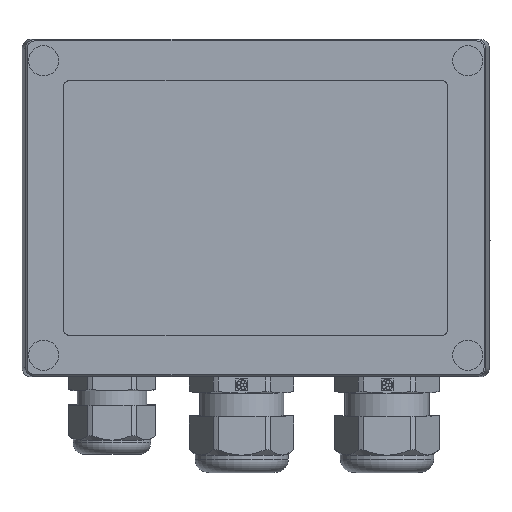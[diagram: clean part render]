
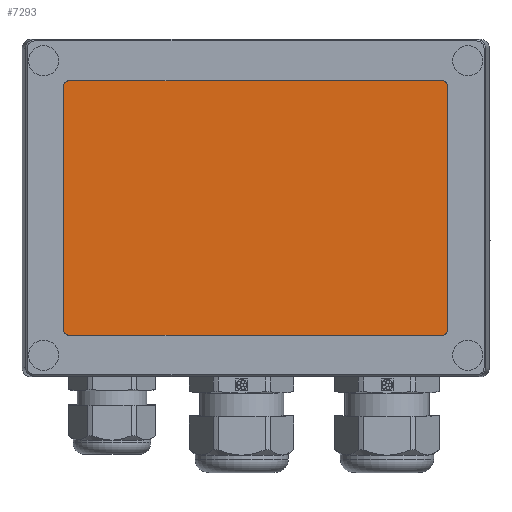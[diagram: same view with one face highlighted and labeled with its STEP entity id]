
A CAD part, top view. The second image highlights one B-rep face of the part: STEP entity #7293.
In plain terms, the highlighted planar face has unit normal (0, 0, 1).
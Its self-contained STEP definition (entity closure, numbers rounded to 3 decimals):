
#861 = VECTOR ( 'NONE', #53575, 1000. ) ;
#1448 = LINE ( 'NONE', #4704, #54270 ) ;
#2145 = VERTEX_POINT ( 'NONE', #51730 ) ;
#3196 = LINE ( 'NONE', #18223, #56089 ) ;
#3803 = CARTESIAN_POINT ( 'NONE',  ( -72., 47., 26.1 ) ) ;
#4704 = CARTESIAN_POINT ( 'NONE',  ( 74., 0., 26.1 ) ) ;
#7293 = ADVANCED_FACE ( 'NONE', ( #33740 ), #45317, .T. ) ;
#7835 = CARTESIAN_POINT ( 'NONE',  ( -74., -47., 26.1 ) ) ;
#8928 = DIRECTION ( 'NONE',  ( 1., 0., 0. ) ) ;
#9487 = CARTESIAN_POINT ( 'NONE',  ( 74., -47., 26.1 ) ) ;
#9826 = DIRECTION ( 'NONE',  ( 0., 1., 0. ) ) ;
#10560 = EDGE_CURVE ( 'NONE', #27419, #21549, #31390, .T. ) ;
#11263 = AXIS2_PLACEMENT_3D ( 'NONE', #65731, #50432, #19788 ) ;
#12693 = CARTESIAN_POINT ( 'NONE',  ( 72., 47., 26.1 ) ) ;
#12994 = AXIS2_PLACEMENT_3D ( 'NONE', #15195, #51037, #20372 ) ;
#14431 = ORIENTED_EDGE ( 'NONE', *, *, #35486, .T. ) ;
#15195 = CARTESIAN_POINT ( 'NONE',  ( -72., -47., 26.1 ) ) ;
#17853 = AXIS2_PLACEMENT_3D ( 'NONE', #12693, #48538, #17886 ) ;
#17886 = DIRECTION ( 'NONE',  ( 1., 0., 0. ) ) ;
#18223 = CARTESIAN_POINT ( 'NONE',  ( 0., -49., 26.1 ) ) ;
#19127 = DIRECTION ( 'NONE',  ( 0., 0., 1. ) ) ;
#19510 = VERTEX_POINT ( 'NONE', #43627 ) ;
#19788 = DIRECTION ( 'NONE',  ( -1., 0., 0. ) ) ;
#20372 = DIRECTION ( 'NONE',  ( 1., 0., 0. ) ) ;
#21549 = VERTEX_POINT ( 'NONE', #9487 ) ;
#22303 = ORIENTED_EDGE ( 'NONE', *, *, #53398, .T. ) ;
#26730 = ORIENTED_EDGE ( 'NONE', *, *, #35535, .T. ) ;
#27419 = VERTEX_POINT ( 'NONE', #50769 ) ;
#28189 = CARTESIAN_POINT ( 'NONE',  ( 0., 49., 26.1 ) ) ;
#28878 = ORIENTED_EDGE ( 'NONE', *, *, #10560, .T. ) ;
#29672 = AXIS2_PLACEMENT_3D ( 'NONE', #3803, #39596, #8928 ) ;
#31390 = CIRCLE ( 'NONE', #59492, 2. ) ;
#32828 = CIRCLE ( 'NONE', #29672, 2. ) ;
#33740 = FACE_OUTER_BOUND ( 'NONE', #64438, .T. ) ;
#35017 = EDGE_CURVE ( 'NONE', #19510, #49810, #41687, .T. ) ;
#35486 = EDGE_CURVE ( 'NONE', #2145, #62202, #61690, .T. ) ;
#35535 = EDGE_CURVE ( 'NONE', #62202, #19510, #32828, .T. ) ;
#35572 = CARTESIAN_POINT ( 'NONE',  ( 74., 47., 26.1 ) ) ;
#37824 = ORIENTED_EDGE ( 'NONE', *, *, #50295, .T. ) ;
#38630 = VERTEX_POINT ( 'NONE', #63561 ) ;
#39596 = DIRECTION ( 'NONE',  ( 0., 0., 1. ) ) ;
#41687 = LINE ( 'NONE', #58534, #861 ) ;
#43450 = ORIENTED_EDGE ( 'NONE', *, *, #65665, .T. ) ;
#43627 = CARTESIAN_POINT ( 'NONE',  ( -74., 47., 26.1 ) ) ;
#43638 = DIRECTION ( 'NONE',  ( -1., 0., 0. ) ) ;
#45317 = PLANE ( 'NONE',  #11263 ) ;
#45517 = ORIENTED_EDGE ( 'NONE', *, *, #52502, .T. ) ;
#47319 = VERTEX_POINT ( 'NONE', #35572 ) ;
#48014 = VECTOR ( 'NONE', #43638, 1000. ) ;
#48538 = DIRECTION ( 'NONE',  ( 0., 0., 1. ) ) ;
#49433 = CIRCLE ( 'NONE', #17853, 2. ) ;
#49793 = CARTESIAN_POINT ( 'NONE',  ( 72., -47., 26.1 ) ) ;
#49810 = VERTEX_POINT ( 'NONE', #7835 ) ;
#50295 = EDGE_CURVE ( 'NONE', #38630, #27419, #3196, .T. ) ;
#50432 = DIRECTION ( 'NONE',  ( 0., 0., 1. ) ) ;
#50769 = CARTESIAN_POINT ( 'NONE',  ( 72., -49., 26.1 ) ) ;
#51037 = DIRECTION ( 'NONE',  ( 0., 0., 1. ) ) ;
#51730 = CARTESIAN_POINT ( 'NONE',  ( 72., 49., 26.1 ) ) ;
#52502 = EDGE_CURVE ( 'NONE', #21549, #47319, #1448, .T. ) ;
#53398 = EDGE_CURVE ( 'NONE', #47319, #2145, #49433, .T. ) ;
#53575 = DIRECTION ( 'NONE',  ( 0., -1., 0. ) ) ;
#54247 = CIRCLE ( 'NONE', #12994, 2. ) ;
#54270 = VECTOR ( 'NONE', #9826, 1000. ) ;
#54997 = DIRECTION ( 'NONE',  ( 1., 0., 0. ) ) ;
#56089 = VECTOR ( 'NONE', #64158, 1000. ) ;
#58534 = CARTESIAN_POINT ( 'NONE',  ( -74., 0., 26.1 ) ) ;
#59492 = AXIS2_PLACEMENT_3D ( 'NONE', #49793, #19127, #54997 ) ;
#59903 = ORIENTED_EDGE ( 'NONE', *, *, #35017, .T. ) ;
#61690 = LINE ( 'NONE', #28189, #48014 ) ;
#62202 = VERTEX_POINT ( 'NONE', #65955 ) ;
#63561 = CARTESIAN_POINT ( 'NONE',  ( -72., -49., 26.1 ) ) ;
#64158 = DIRECTION ( 'NONE',  ( 1., 0., 0. ) ) ;
#64438 = EDGE_LOOP ( 'NONE', ( #22303, #14431, #26730, #59903, #43450, #37824, #28878, #45517 ) ) ;
#65665 = EDGE_CURVE ( 'NONE', #49810, #38630, #54247, .T. ) ;
#65731 = CARTESIAN_POINT ( 'NONE',  ( 0., 49., 26.1 ) ) ;
#65955 = CARTESIAN_POINT ( 'NONE',  ( -72., 49., 26.1 ) ) ;
